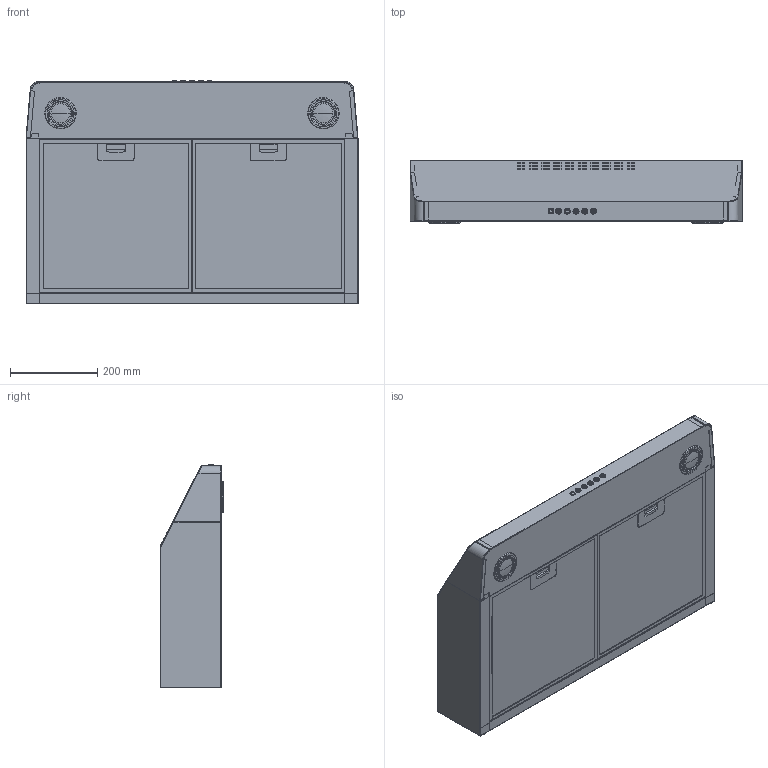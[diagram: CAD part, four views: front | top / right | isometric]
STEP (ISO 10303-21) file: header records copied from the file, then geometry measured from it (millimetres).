
FILE_DESCRIPTION((''),'2;1');
FILE_NAME('02B_CAPPA_30_SNOOPY_FB_ASM','2016-04-18T',('PW002'),(''),'PRO/ENGINEER BY PARAMETRIC TECHNOLOGY CORPORATION, 2014200','PRO/ENGINEER BY PARAMETRIC TECHNOLOGY CORPORATION, 2014200','');
FILE_SCHEMA(('CONFIG_CONTROL_DESIGN'));
Products named in the file (11): 02B_047; 02B_054; 02B_055; 02B_751_ASM; FIM_024; CME_FARETTO_220V; 02B_031; K37_015; K37_016; K37_711_ASM; 02B_CAPPA_30_SNOOPY_FB_ASM
Assembly tree (13 placements, depth 3):
  02B_CAPPA_30_SNOOPY_FB_ASM
    02B_751_ASM
      02B_047
      02B_054
      02B_055
    FIM_024  x2
    CME_FARETTO_220V  x2
    02B_031  x2
    K37_711_ASM
      K37_015
      K37_016
Bounding box: 760 x 146.09 x 511.43 mm (x, y, z)
Volume: 1599248.7 mm3; surface area: 2258353.1 mm2
Topology: 11 solids, 14 shells, 3319 faces, 8233 edges, 4971 vertices
Faces by surface type: plane 1558, cylinder 828, torus 312, bspline 304, cone 275, sphere 42
Entity records: 108327 total; most frequent: CARTESIAN_POINT 35689, ORIENTED_EDGE 15140, DIRECTION 15024, EDGE_CURVE 7633, AXIS2_PLACEMENT_3D 5353, VERTEX_POINT 4598, VECTOR 4318, LINE 4318
